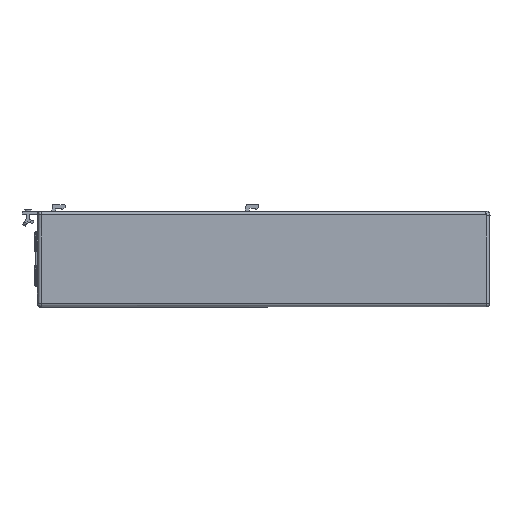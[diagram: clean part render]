
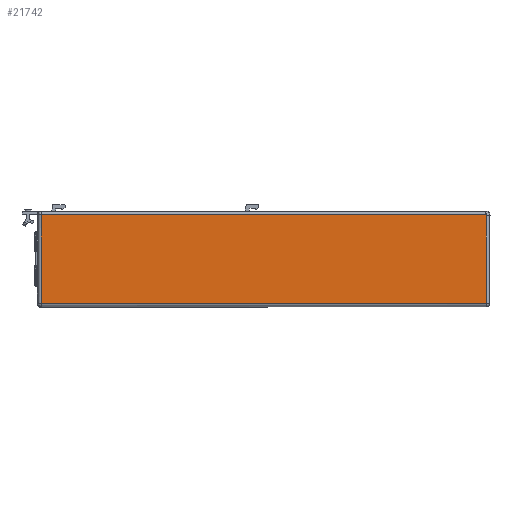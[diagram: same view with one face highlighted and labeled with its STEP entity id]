
A CAD part, top view. The second image highlights one B-rep face of the part: STEP entity #21742.
In plain terms, the highlighted planar face has unit normal (0, 0, 1).
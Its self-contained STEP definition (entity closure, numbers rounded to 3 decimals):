
#344=B_SPLINE_CURVE_WITH_KNOTS('',3,(#33273,#33274,#33275,#33276),
 .UNSPECIFIED.,.F.,.F.,(4,4),(0.,1.),.UNSPECIFIED.);
#1559=PLANE('',#22922);
#2261=FACE_OUTER_BOUND('',#3182,.T.);
#3182=EDGE_LOOP('',(#18441,#18442,#18443,#18444));
#5861=LINE('',#33252,#8191);
#5862=LINE('',#33278,#8192);
#5863=LINE('',#33280,#8193);
#8191=VECTOR('',#26587,57.265);
#8192=VECTOR('',#26590,57.265);
#8193=VECTOR('',#26593,287.265);
#10191=VERTEX_POINT('',#32939);
#10196=VERTEX_POINT('',#33024);
#10206=VERTEX_POINT('',#33126);
#10211=VERTEX_POINT('',#33228);
#13438=EDGE_CURVE('',#10206,#10191,#5861,.T.);
#13439=EDGE_CURVE('',#10191,#10196,#344,.T.);
#13440=EDGE_CURVE('',#10196,#10211,#5862,.T.);
#13441=EDGE_CURVE('',#10211,#10206,#5863,.T.);
#18441=ORIENTED_EDGE('',*,*,#13440,.T.);
#18442=ORIENTED_EDGE('',*,*,#13441,.T.);
#18443=ORIENTED_EDGE('',*,*,#13438,.T.);
#18444=ORIENTED_EDGE('',*,*,#13439,.T.);
#21742=ADVANCED_FACE('',(#2261),#1559,.T.);
#22922=AXIS2_PLACEMENT_3D('',#33281,#26594,#26595);
#26587=DIRECTION('',(0.,1.,0.));
#26590=DIRECTION('',(0.,-1.,0.));
#26593=DIRECTION('',(1.,0.,0.));
#26594=DIRECTION('center_axis',(0.,0.,
1.));
#26595=DIRECTION('ref_axis',(0.,-1.,0.));
#32939=CARTESIAN_POINT('',(127.528,30.579,14.227));
#33024=CARTESIAN_POINT('',(-159.74,30.579,14.23));
#33126=CARTESIAN_POINT('',(127.527,-26.687,14.23));
#33228=CARTESIAN_POINT('',(-159.738,-26.686,14.23));
#33252=CARTESIAN_POINT('',(127.526,-26.686,14.226));
#33273=CARTESIAN_POINT('Ctrl Pts',(127.526,30.579,14.227));
#33274=CARTESIAN_POINT('Ctrl Pts',(31.771,30.579,14.23));
#33275=CARTESIAN_POINT('Ctrl Pts',(-63.983,30.579,14.232));
#33276=CARTESIAN_POINT('Ctrl Pts',(-159.738,30.579,14.234));
#33278=CARTESIAN_POINT('',(-159.738,30.579,14.226));
#33280=CARTESIAN_POINT('',(-159.738,-26.686,14.226));
#33281=CARTESIAN_POINT('Origin',(-174.506,33.846,14.226));
